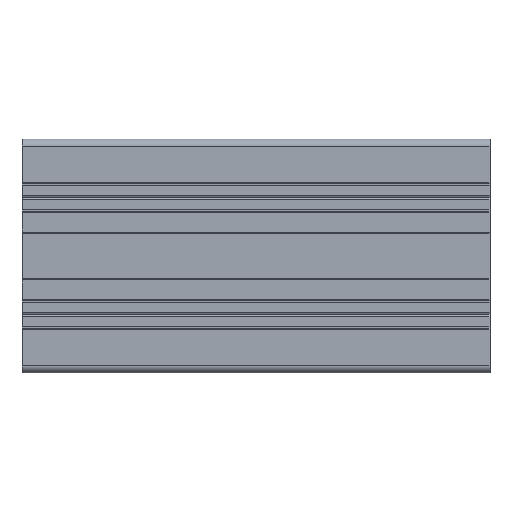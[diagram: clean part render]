
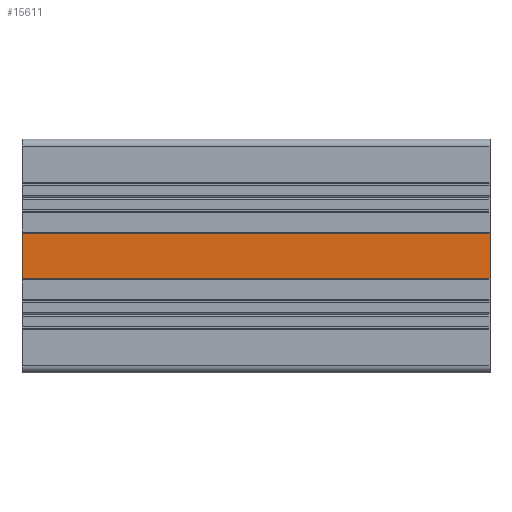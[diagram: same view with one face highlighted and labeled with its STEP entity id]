
A CAD part, left-side view. The second image highlights one B-rep face of the part: STEP entity #15611.
In plain terms, the highlighted planar face has unit normal (-1, 0, 0).
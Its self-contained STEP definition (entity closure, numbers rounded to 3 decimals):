
#263 = EDGE_CURVE ( 'NONE', #10358, #18241, #7274, .T. ) ;
#953 = CARTESIAN_POINT ( 'NONE',  ( -49., 200., -9.8 ) ) ;
#1506 = CARTESIAN_POINT ( 'NONE',  ( -49., 0., -9.8 ) ) ;
#2486 = CARTESIAN_POINT ( 'NONE',  ( -49., 0., -9.8 ) ) ;
#2907 = ORIENTED_EDGE ( 'NONE', *, *, #263, .F. ) ;
#3685 = AXIS2_PLACEMENT_3D ( 'NONE', #5270, #12571, #8065 ) ;
#3751 = PLANE ( 'NONE',  #3685 ) ;
#4043 = VERTEX_POINT ( 'NONE', #14922 ) ;
#4210 = VECTOR ( 'NONE', #16986, 1000. ) ;
#5270 = CARTESIAN_POINT ( 'NONE',  ( -49., 0., -9.8 ) ) ;
#5425 = CARTESIAN_POINT ( 'NONE',  ( -49., 0., -9.8 ) ) ;
#6007 = ORIENTED_EDGE ( 'NONE', *, *, #17609, .T. ) ;
#7068 = CARTESIAN_POINT ( 'NONE',  ( -49., 200., 9.8 ) ) ;
#7085 = VECTOR ( 'NONE', #14573, 1000. ) ;
#7274 = LINE ( 'NONE', #8062, #4210 ) ;
#7833 = VERTEX_POINT ( 'NONE', #1506 ) ;
#8062 = CARTESIAN_POINT ( 'NONE',  ( -49., 200., 0. ) ) ;
#8065 = DIRECTION ( 'NONE',  ( 0., 0., 1. ) ) ;
#8532 = DIRECTION ( 'NONE',  ( 0., -1., 0. ) ) ;
#9203 = EDGE_CURVE ( 'NONE', #7833, #4043, #15084, .T. ) ;
#9382 = VECTOR ( 'NONE', #17084, 1000. ) ;
#10358 = VERTEX_POINT ( 'NONE', #953 ) ;
#12571 = DIRECTION ( 'NONE',  ( -1., 0., 0. ) ) ;
#13016 = ORIENTED_EDGE ( 'NONE', *, *, #9203, .T. ) ;
#14573 = DIRECTION ( 'NONE',  ( 0., 0., 1. ) ) ;
#14600 = ORIENTED_EDGE ( 'NONE', *, *, #19478, .T. ) ;
#14922 = CARTESIAN_POINT ( 'NONE',  ( -49., 0., 9.8 ) ) ;
#14938 = VECTOR ( 'NONE', #8532, 1000. ) ;
#15084 = LINE ( 'NONE', #2486, #7085 ) ;
#15431 = EDGE_LOOP ( 'NONE', ( #13016, #14600, #2907, #6007 ) ) ;
#15611 = ADVANCED_FACE ( 'NONE', ( #16954 ), #3751, .T. ) ;
#16654 = LINE ( 'NONE', #18724, #9382 ) ;
#16954 = FACE_OUTER_BOUND ( 'NONE', #15431, .T. ) ;
#16986 = DIRECTION ( 'NONE',  ( 0., 0., 1. ) ) ;
#17084 = DIRECTION ( 'NONE',  ( 0., 1., 0. ) ) ;
#17553 = LINE ( 'NONE', #5425, #14938 ) ;
#17609 = EDGE_CURVE ( 'NONE', #10358, #7833, #17553, .T. ) ;
#18241 = VERTEX_POINT ( 'NONE', #7068 ) ;
#18724 = CARTESIAN_POINT ( 'NONE',  ( -49., 0., 9.8 ) ) ;
#19478 = EDGE_CURVE ( 'NONE', #4043, #18241, #16654, .T. ) ;
